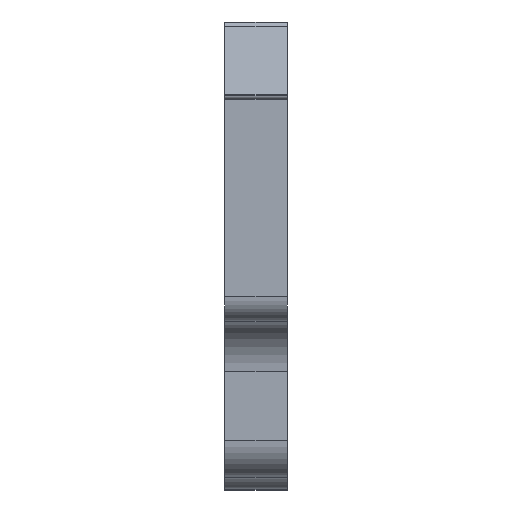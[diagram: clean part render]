
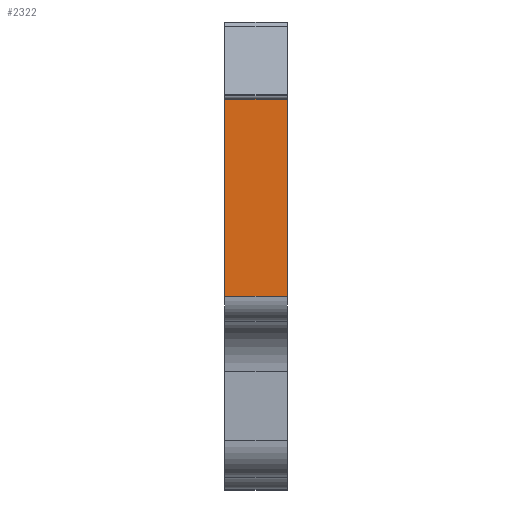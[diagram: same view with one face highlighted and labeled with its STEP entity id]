
A CAD part, top view. The second image highlights one B-rep face of the part: STEP entity #2322.
In plain terms, the highlighted face is planar.
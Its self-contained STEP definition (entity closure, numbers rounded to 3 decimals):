
#171 = AXIS2_PLACEMENT_3D ( 'NONE', #6520, #2164, #7226 ) ;
#548 = LINE ( 'NONE', #8274, #8134 ) ;
#665 = VERTEX_POINT ( 'NONE', #1961 ) ;
#866 = DIRECTION ( 'NONE',  ( 1., 0., 0. ) ) ;
#1003 = ORIENTED_EDGE ( 'NONE', *, *, #5473, .T. ) ;
#1027 = VECTOR ( 'NONE', #7210, 1000. ) ;
#1159 = ORIENTED_EDGE ( 'NONE', *, *, #7148, .F. ) ;
#1355 = LINE ( 'NONE', #6504, #1027 ) ;
#1452 = VECTOR ( 'NONE', #6235, 1000. ) ;
#1548 = LINE ( 'NONE', #2130, #1836 ) ;
#1614 = CARTESIAN_POINT ( 'NONE',  ( 5., 30.323, 7.843 ) ) ;
#1836 = VECTOR ( 'NONE', #866, 1000. ) ;
#1850 = EDGE_LOOP ( 'NONE', ( #7948, #7102, #1159, #1003 ) ) ;
#1961 = CARTESIAN_POINT ( 'NONE',  ( 0., 30.323, 7.843 ) ) ;
#2130 = CARTESIAN_POINT ( 'NONE',  ( 0., 30.323, 23.643 ) ) ;
#2164 = DIRECTION ( 'NONE',  ( 0., -1., 0. ) ) ;
#2322 = ADVANCED_FACE ( 'NONE', ( #3261 ), #4655, .F. ) ;
#2455 = DIRECTION ( 'NONE',  ( 1., 0., 0. ) ) ;
#2675 = VERTEX_POINT ( 'NONE', #5954 ) ;
#3000 = EDGE_CURVE ( 'NONE', #665, #5882, #548, .T. ) ;
#3261 = FACE_OUTER_BOUND ( 'NONE', #1850, .T. ) ;
#4462 = EDGE_CURVE ( 'NONE', #2675, #5882, #1355, .T. ) ;
#4655 = PLANE ( 'NONE',  #171 ) ;
#4847 = CARTESIAN_POINT ( 'NONE',  ( 0., 30.323, 23.643 ) ) ;
#4924 = CARTESIAN_POINT ( 'NONE',  ( 0., 30.323, -9.695 ) ) ;
#4982 = VERTEX_POINT ( 'NONE', #4847 ) ;
#5473 = EDGE_CURVE ( 'NONE', #4982, #2675, #1548, .T. ) ;
#5882 = VERTEX_POINT ( 'NONE', #1614 ) ;
#5954 = CARTESIAN_POINT ( 'NONE',  ( 5., 30.323, 23.643 ) ) ;
#6235 = DIRECTION ( 'NONE',  ( 0., 0., -1. ) ) ;
#6504 = CARTESIAN_POINT ( 'NONE',  ( 5., 30.323, -9.695 ) ) ;
#6520 = CARTESIAN_POINT ( 'NONE',  ( 0., 30.323, -9.695 ) ) ;
#7102 = ORIENTED_EDGE ( 'NONE', *, *, #3000, .F. ) ;
#7148 = EDGE_CURVE ( 'NONE', #4982, #665, #7369, .T. ) ;
#7210 = DIRECTION ( 'NONE',  ( 0., 0., -1. ) ) ;
#7226 = DIRECTION ( 'NONE',  ( 0., 0., 1. ) ) ;
#7369 = LINE ( 'NONE', #4924, #1452 ) ;
#7948 = ORIENTED_EDGE ( 'NONE', *, *, #4462, .T. ) ;
#8134 = VECTOR ( 'NONE', #2455, 1000. ) ;
#8274 = CARTESIAN_POINT ( 'NONE',  ( 0., 30.323, 7.843 ) ) ;
